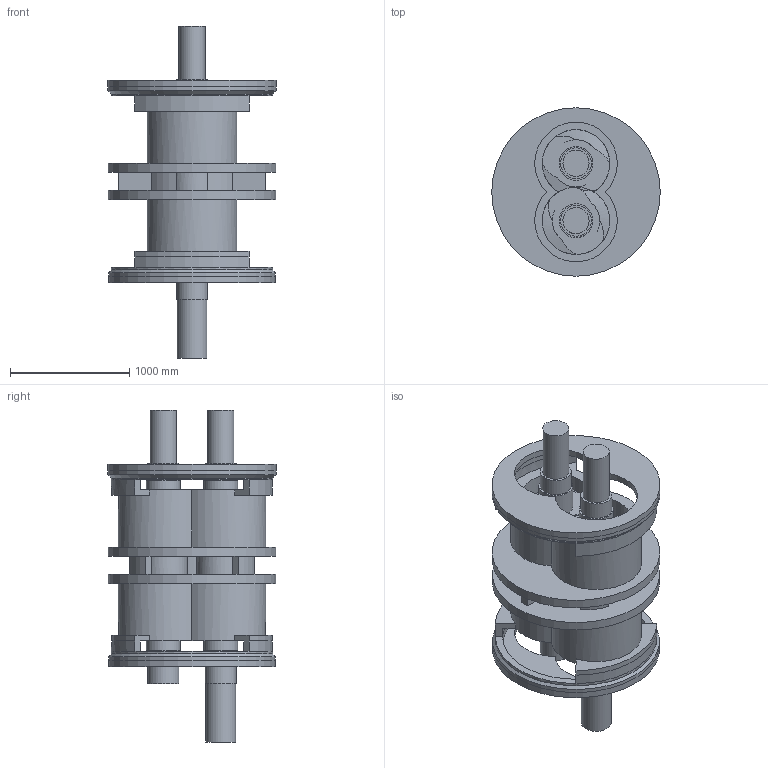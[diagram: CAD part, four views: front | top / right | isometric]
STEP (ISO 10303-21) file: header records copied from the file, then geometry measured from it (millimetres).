
FILE_DESCRIPTION(('Open CASCADE Model'),'2;1');
FILE_NAME('Open CASCADE Shape Model','2025-08-01T11:40:27',('Author'),( 'Open CASCADE'),'Open CASCADE STEP processor 7.7','Open CASCADE 7.7' ,'Unknown');
FILE_SCHEMA(('AUTOMOTIVE_DESIGN { 1 0 10303 214 1 1 1 1 }'));
Length unit declared in the file: millimetre
Products named in the file (4): Open CASCADE STEP translator 7.7 44; Open CASCADE STEP translator 7.7 44.1; Open CASCADE STEP translator 7.7 44.2; Open CASCADE STEP translator 7.7 44.3
Assembly tree (3 placements, depth 2):
  Open CASCADE STEP translator 7.7 44
    Open CASCADE STEP translator 7.7 44.1
    Open CASCADE STEP translator 7.7 44.2
    Open CASCADE STEP translator 7.7 44.3
Bounding box: 1415 x 1415 x 2789.2 mm (x, y, z)
Volume: 1158349416 mm3; surface area: 30070663.8 mm2
Topology: 3 solids, 3 shells, 192 faces, 505 edges, 330 vertices
Faces by surface type: cylinder 113, plane 61, bspline 16, cone 2
Full cylindrical faces by diameter (mm): 220 x2, 250 x1, 260 x4, 285 x4, 396.68 x18, 566.7 x16, 1232 x2, 1356 x2, 1400 x2, 1405 x1, 1410 x1, 1415 x2
Entity records: 50333 total; most frequent: CARTESIAN_POINT 41066, DIRECTION 1444, ORIENTED_EDGE 1010, PCURVE 1010, DEFINITIONAL_REPRESENTATION 1010, LINE 686, VECTOR 686, B_SPLINE_CURVE_WITH_KNOTS 531
